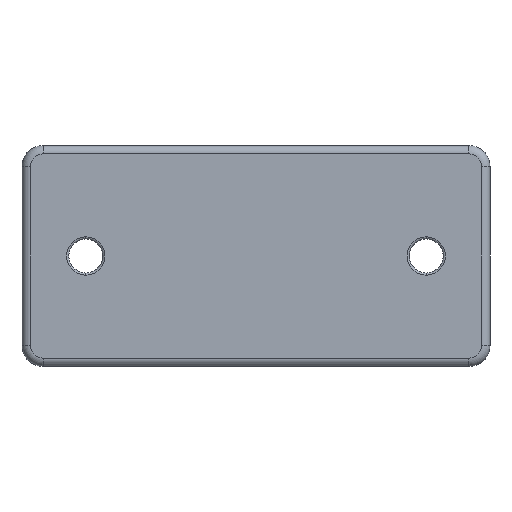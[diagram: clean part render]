
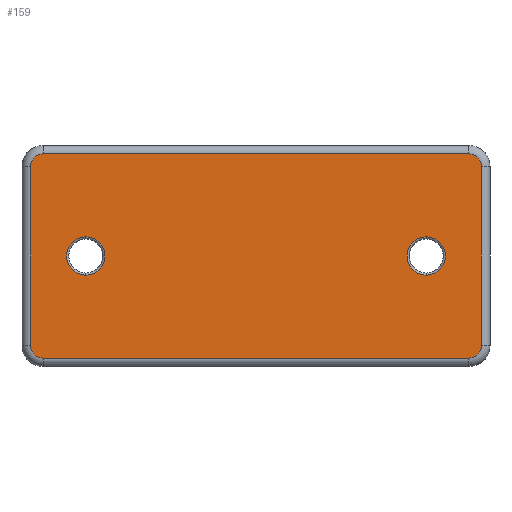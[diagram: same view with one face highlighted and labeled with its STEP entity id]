
A CAD part, front view. The second image highlights one B-rep face of the part: STEP entity #159.
In plain terms, the highlighted planar face has unit normal (0, -1, 0).
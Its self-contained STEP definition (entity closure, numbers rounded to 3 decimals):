
#33 = PLANE ( 'NONE',  #1076 ) ;
#55 = AXIS2_PLACEMENT_3D ( 'NONE', #1894, #328, #2152 ) ;
#70 = EDGE_CURVE ( 'NONE', #154, #1158, #419, .T. ) ;
#76 = CIRCLE ( 'NONE', #3032, 4.5 ) ;
#99 = VECTOR ( 'NONE', #502, 1000. ) ;
#154 = VERTEX_POINT ( 'NONE', #1652 ) ;
#159 = ADVANCED_FACE ( 'NONE', ( #1151, #795, #1433 ), #33, .T. ) ;
#190 = CARTESIAN_POINT ( 'NONE',  ( -40., 0., 4.5 ) ) ;
#191 = CARTESIAN_POINT ( 'NONE',  ( 53., 0., -21. ) ) ;
#227 = EDGE_CURVE ( 'NONE', #3012, #2241, #2209, .T. ) ;
#246 = DIRECTION ( 'NONE',  ( 0., -1., 0. ) ) ;
#309 = CIRCLE ( 'NONE', #3368, 3. ) ;
#328 = DIRECTION ( 'NONE',  ( 0., -1., 0. ) ) ;
#372 = VERTEX_POINT ( 'NONE', #435 ) ;
#395 = CIRCLE ( 'NONE', #3218, 4.5 ) ;
#396 = ORIENTED_EDGE ( 'NONE', *, *, #1596, .T. ) ;
#419 = CIRCLE ( 'NONE', #1230, 3. ) ;
#435 = CARTESIAN_POINT ( 'NONE',  ( -53., 0., 21. ) ) ;
#458 = ORIENTED_EDGE ( 'NONE', *, *, #2827, .T. ) ;
#470 = CARTESIAN_POINT ( 'NONE',  ( -53., 0., -21. ) ) ;
#475 = CARTESIAN_POINT ( 'NONE',  ( -53., 0., -21. ) ) ;
#502 = DIRECTION ( 'NONE',  ( 0., 0., -1. ) ) ;
#558 = DIRECTION ( 'NONE',  ( 0., 0., -1. ) ) ;
#725 = VERTEX_POINT ( 'NONE', #3184 ) ;
#729 = AXIS2_PLACEMENT_3D ( 'NONE', #2953, #2659, #1103 ) ;
#789 = DIRECTION ( 'NONE',  ( 0., 0., -1. ) ) ;
#795 = FACE_BOUND ( 'NONE', #1840, .T. ) ;
#802 = LINE ( 'NONE', #475, #99 ) ;
#947 = ORIENTED_EDGE ( 'NONE', *, *, #1918, .T. ) ;
#977 = CARTESIAN_POINT ( 'NONE',  ( 40., 0., 4.5 ) ) ;
#1019 = DIRECTION ( 'NONE',  ( 0., 1., 0. ) ) ;
#1055 = DIRECTION ( 'NONE',  ( 0., 1., 0. ) ) ;
#1061 = CARTESIAN_POINT ( 'NONE',  ( 50., 0., -21. ) ) ;
#1063 = CARTESIAN_POINT ( 'NONE',  ( -50., 0., 24. ) ) ;
#1076 = AXIS2_PLACEMENT_3D ( 'NONE', #1883, #1641, #1096 ) ;
#1083 = EDGE_LOOP ( 'NONE', ( #1660, #458, #3151, #1168, #1944, #3007, #2990, #2936 ) ) ;
#1096 = DIRECTION ( 'NONE',  ( 0., 0., -1. ) ) ;
#1103 = DIRECTION ( 'NONE',  ( 0., 0., -1. ) ) ;
#1151 = FACE_BOUND ( 'NONE', #1994, .T. ) ;
#1158 = VERTEX_POINT ( 'NONE', #191 ) ;
#1168 = ORIENTED_EDGE ( 'NONE', *, *, #1855, .T. ) ;
#1174 = CIRCLE ( 'NONE', #2489, 4.5 ) ;
#1188 = DIRECTION ( 'NONE',  ( 0., 0., -1. ) ) ;
#1230 = AXIS2_PLACEMENT_3D ( 'NONE', #1061, #246, #2335 ) ;
#1250 = VECTOR ( 'NONE', #3120, 1000. ) ;
#1290 = VERTEX_POINT ( 'NONE', #1063 ) ;
#1297 = LINE ( 'NONE', #2767, #3249 ) ;
#1433 = FACE_OUTER_BOUND ( 'NONE', #1083, .T. ) ;
#1443 = CARTESIAN_POINT ( 'NONE',  ( 40., 0., -4.5 ) ) ;
#1500 = LINE ( 'NONE', #2049, #1250 ) ;
#1542 = DIRECTION ( 'NONE',  ( 0., 1., 0. ) ) ;
#1557 = DIRECTION ( 'NONE',  ( 0., 0., -1. ) ) ;
#1560 = CARTESIAN_POINT ( 'NONE',  ( 40., 0., 0. ) ) ;
#1596 = EDGE_CURVE ( 'NONE', #2567, #3185, #1174, .T. ) ;
#1601 = CARTESIAN_POINT ( 'NONE',  ( -50., 0., 21. ) ) ;
#1609 = DIRECTION ( 'NONE',  ( 0., -1., 0. ) ) ;
#1641 = DIRECTION ( 'NONE',  ( 0., -1., 0. ) ) ;
#1652 = CARTESIAN_POINT ( 'NONE',  ( 50., 0., -24. ) ) ;
#1660 = ORIENTED_EDGE ( 'NONE', *, *, #2181, .T. ) ;
#1698 = CARTESIAN_POINT ( 'NONE',  ( -40., 0., 0. ) ) ;
#1840 = EDGE_LOOP ( 'NONE', ( #947, #2639 ) ) ;
#1855 = EDGE_CURVE ( 'NONE', #3209, #725, #2233, .T. ) ;
#1858 = DIRECTION ( 'NONE',  ( 0., 0., -1. ) ) ;
#1882 = LINE ( 'NONE', #3132, #2078 ) ;
#1883 = CARTESIAN_POINT ( 'NONE',  ( -55., 0., -26. ) ) ;
#1891 = VERTEX_POINT ( 'NONE', #1964 ) ;
#1894 = CARTESIAN_POINT ( 'NONE',  ( 50., 0., 21. ) ) ;
#1918 = EDGE_CURVE ( 'NONE', #1891, #2161, #76, .T. ) ;
#1944 = ORIENTED_EDGE ( 'NONE', *, *, #2250, .T. ) ;
#1964 = CARTESIAN_POINT ( 'NONE',  ( -40., 0., -4.5 ) ) ;
#1994 = EDGE_LOOP ( 'NONE', ( #3309, #396 ) ) ;
#2018 = AXIS2_PLACEMENT_3D ( 'NONE', #1560, #1542, #558 ) ;
#2023 = DIRECTION ( 'NONE',  ( -1., 0., 0. ) ) ;
#2049 = CARTESIAN_POINT ( 'NONE',  ( 50., 0., -24. ) ) ;
#2078 = VECTOR ( 'NONE', #2321, 1000. ) ;
#2152 = DIRECTION ( 'NONE',  ( 0., 0., -1. ) ) ;
#2161 = VERTEX_POINT ( 'NONE', #190 ) ;
#2181 = EDGE_CURVE ( 'NONE', #2241, #1290, #1297, .T. ) ;
#2209 = CIRCLE ( 'NONE', #55, 3. ) ;
#2233 = CIRCLE ( 'NONE', #729, 3. ) ;
#2241 = VERTEX_POINT ( 'NONE', #3364 ) ;
#2250 = EDGE_CURVE ( 'NONE', #725, #154, #1500, .T. ) ;
#2284 = EDGE_CURVE ( 'NONE', #2161, #1891, #395, .T. ) ;
#2289 = CARTESIAN_POINT ( 'NONE',  ( 40., 0., 0. ) ) ;
#2321 = DIRECTION ( 'NONE',  ( 0., 0., 1. ) ) ;
#2335 = DIRECTION ( 'NONE',  ( 0., 0., -1. ) ) ;
#2489 = AXIS2_PLACEMENT_3D ( 'NONE', #2289, #1019, #1557 ) ;
#2567 = VERTEX_POINT ( 'NONE', #977 ) ;
#2595 = CARTESIAN_POINT ( 'NONE',  ( -40., 0., 0. ) ) ;
#2639 = ORIENTED_EDGE ( 'NONE', *, *, #2284, .T. ) ;
#2659 = DIRECTION ( 'NONE',  ( 0., -1., 0. ) ) ;
#2704 = EDGE_CURVE ( 'NONE', #372, #3209, #802, .T. ) ;
#2724 = CIRCLE ( 'NONE', #2018, 4.5 ) ;
#2737 = DIRECTION ( 'NONE',  ( 0., 1., 0. ) ) ;
#2767 = CARTESIAN_POINT ( 'NONE',  ( -50., 0., 24. ) ) ;
#2827 = EDGE_CURVE ( 'NONE', #1290, #372, #309, .T. ) ;
#2936 = ORIENTED_EDGE ( 'NONE', *, *, #227, .T. ) ;
#2953 = CARTESIAN_POINT ( 'NONE',  ( -50., 0., -21. ) ) ;
#2990 = ORIENTED_EDGE ( 'NONE', *, *, #3372, .T. ) ;
#3007 = ORIENTED_EDGE ( 'NONE', *, *, #70, .T. ) ;
#3012 = VERTEX_POINT ( 'NONE', #3216 ) ;
#3032 = AXIS2_PLACEMENT_3D ( 'NONE', #1698, #2737, #1188 ) ;
#3120 = DIRECTION ( 'NONE',  ( 1., 0., 0. ) ) ;
#3132 = CARTESIAN_POINT ( 'NONE',  ( 53., 0., 21. ) ) ;
#3151 = ORIENTED_EDGE ( 'NONE', *, *, #2704, .T. ) ;
#3184 = CARTESIAN_POINT ( 'NONE',  ( -50., 0., -24. ) ) ;
#3185 = VERTEX_POINT ( 'NONE', #1443 ) ;
#3209 = VERTEX_POINT ( 'NONE', #470 ) ;
#3216 = CARTESIAN_POINT ( 'NONE',  ( 53., 0., 21. ) ) ;
#3218 = AXIS2_PLACEMENT_3D ( 'NONE', #2595, #1055, #789 ) ;
#3237 = EDGE_CURVE ( 'NONE', #3185, #2567, #2724, .T. ) ;
#3249 = VECTOR ( 'NONE', #2023, 1000. ) ;
#3309 = ORIENTED_EDGE ( 'NONE', *, *, #3237, .T. ) ;
#3364 = CARTESIAN_POINT ( 'NONE',  ( 50., 0., 24. ) ) ;
#3368 = AXIS2_PLACEMENT_3D ( 'NONE', #1601, #1609, #1858 ) ;
#3372 = EDGE_CURVE ( 'NONE', #1158, #3012, #1882, .T. ) ;
